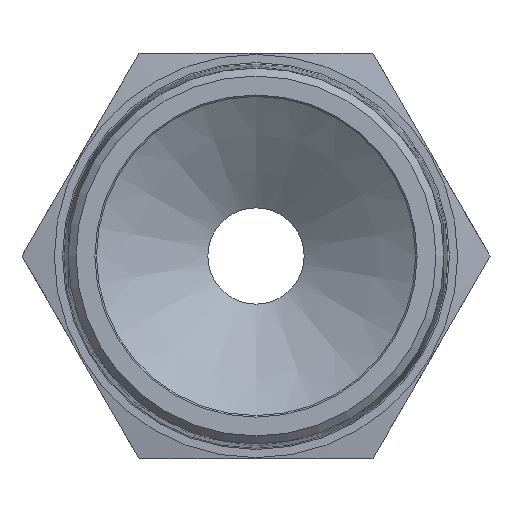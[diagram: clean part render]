
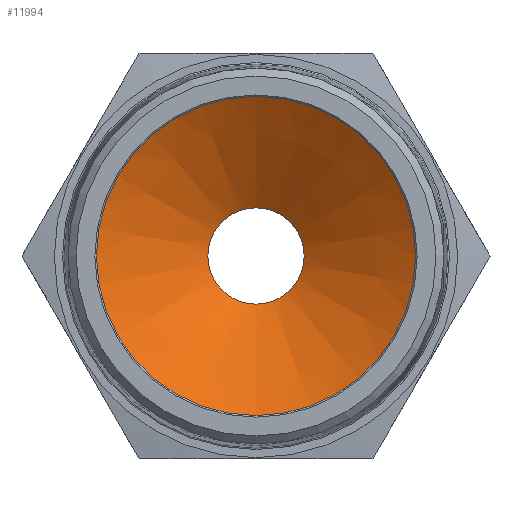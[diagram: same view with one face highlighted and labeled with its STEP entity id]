
A CAD part, left-side view. The second image highlights one B-rep face of the part: STEP entity #11994.
In plain terms, the highlighted conical face has half-angle 56.721 degrees and reference radius 31.5 mm.
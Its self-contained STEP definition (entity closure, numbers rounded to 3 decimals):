
#449 = AXIS2_PLACEMENT_3D ( 'NONE', #17055, #12989, #6166 ) ;
#1378 = FACE_BOUND ( 'NONE', #13509, .T. ) ;
#1455 = CARTESIAN_POINT ( 'NONE',  ( 28.35, 0., 0. ) ) ;
#2162 = EDGE_CURVE ( 'NONE', #8701, #8701, #16781, .T. ) ;
#4122 = DIRECTION ( 'NONE',  ( -1., 0., 0. ) ) ;
#4599 = CARTESIAN_POINT ( 'NONE',  ( 28.35, 0., 31.5 ) ) ;
#4729 = EDGE_CURVE ( 'NONE', #5858, #5858, #13924, .T. ) ;
#5348 = CARTESIAN_POINT ( 'NONE',  ( 28.35, 0., 0. ) ) ;
#5596 = DIRECTION ( 'NONE',  ( 0., 0., 1. ) ) ;
#5858 = VERTEX_POINT ( 'NONE', #16845 ) ;
#6166 = DIRECTION ( 'NONE',  ( 0., 0., 1. ) ) ;
#6844 = DIRECTION ( 'NONE',  ( -1., 0., 0. ) ) ;
#6858 = EDGE_LOOP ( 'NONE', ( #14763 ) ) ;
#6977 = AXIS2_PLACEMENT_3D ( 'NONE', #5348, #6844, #5596 ) ;
#8701 = VERTEX_POINT ( 'NONE', #4599 ) ;
#8876 = ORIENTED_EDGE ( 'NONE', *, *, #4729, .F. ) ;
#9767 = CONICAL_SURFACE ( 'NONE', #10368, 31.5, 0.99 ) ;
#9827 = DIRECTION ( 'NONE',  ( 0., 0., 1. ) ) ;
#10368 = AXIS2_PLACEMENT_3D ( 'NONE', #1455, #4122, #9827 ) ;
#11994 = ADVANCED_FACE ( 'NONE', ( #1378, #15030 ), #9767, .F. ) ;
#12989 = DIRECTION ( 'NONE',  ( -1., 0., 0. ) ) ;
#13509 = EDGE_LOOP ( 'NONE', ( #8876 ) ) ;
#13924 = CIRCLE ( 'NONE', #449, 9.5 ) ;
#14763 = ORIENTED_EDGE ( 'NONE', *, *, #2162, .T. ) ;
#15030 = FACE_OUTER_BOUND ( 'NONE', #6858, .T. ) ;
#16781 = CIRCLE ( 'NONE', #6977, 31.5 ) ;
#16845 = CARTESIAN_POINT ( 'NONE',  ( 42.79, 0., 9.5 ) ) ;
#17055 = CARTESIAN_POINT ( 'NONE',  ( 42.79, 0., 0. ) ) ;
